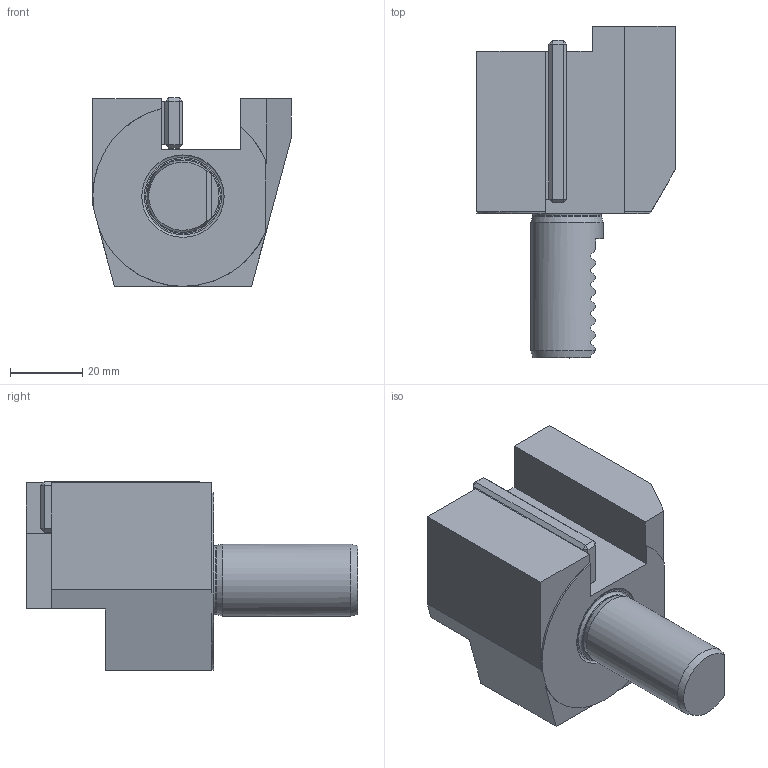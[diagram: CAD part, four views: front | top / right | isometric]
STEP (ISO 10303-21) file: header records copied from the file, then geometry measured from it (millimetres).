
FILE_DESCRIPTION (( 'STEP AP214' ), '1' );
FILE_NAME ('C320X16.STEP', '2025-07-14T06:35:35', ( '' ), ( '' ), 'SwSTEP 2.0', 'SolidWorks 2023', '' );
FILE_SCHEMA (( 'AUTOMOTIVE_DESIGN' ));
Length unit declared in the file: millimetre
Products named in the file (1): C320X16
Bounding box: 55 x 92 x 52.3 mm (x, y, z)
Volume: 109110 mm3; surface area: 18446.9 mm2
Topology: 1 solids, 1 shells, 302 faces, 787 edges, 513 vertices
Faces by surface type: plane 206, bspline 52, cylinder 39, torus 3, cone 2
Full cylindrical faces by diameter (mm): 1.7 x1, 2.1 x1, 6.366 x1, 19.1 x1, 20 x1
Entity records: 14369 total; most frequent: CARTESIAN_POINT 5238, ORIENTED_EDGE 1552, DIRECTION 1194, EDGE_CURVE 776, LINE 552, VECTOR 552, VERTEX_POINT 511, EDGE_LOOP 337
